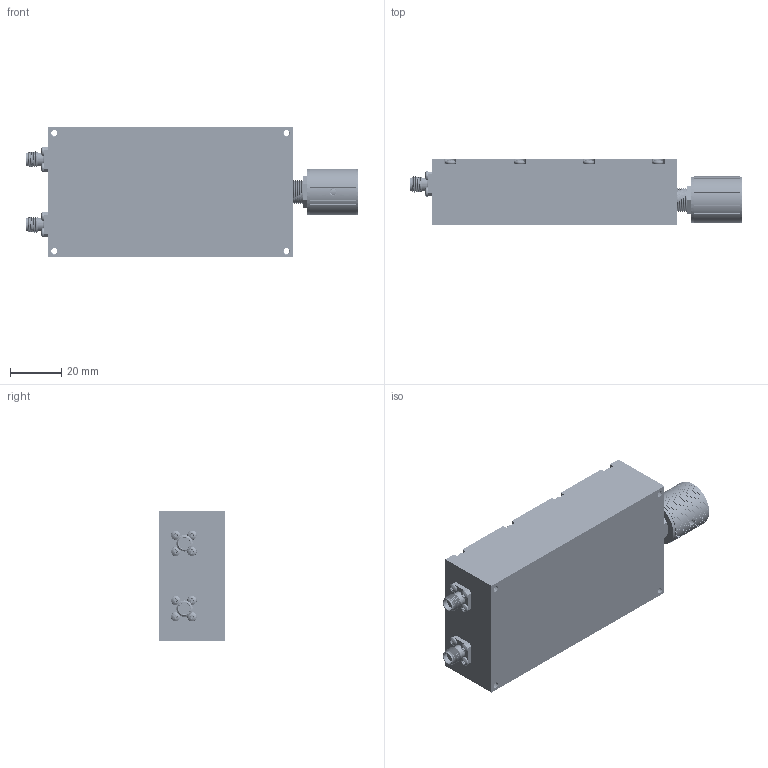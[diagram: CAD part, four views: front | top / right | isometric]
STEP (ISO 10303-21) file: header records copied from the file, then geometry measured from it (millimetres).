
FILE_DESCRIPTION (( 'STEP AP214' ), '1' );
FILE_NAME ('FM82P1000A_3D.step', '2023-11-12T07:37:16', ( '' ), ( '' ), 'SwSTEP 2.0', 'SolidWorks 2022', '' );
FILE_SCHEMA (( 'AUTOMOTIVE_DESIGN' ));
Length unit declared in the file: inch
Products named in the file (12): Small Knob^FM82P1000A; KNOB BODY_1^Small Knob_FM82P1000A; Cover^FM82P1000A; 3.75 phaseshifter shaft^FM82P1000A; Phaseshifter Lock Collar v6^FM82P1000A; 91772A065_Pass 18-8 SSPHPhillips^FM82P1000A; METAL DISC^Small Knob_FM82P1000A; 91772A105_Pass 18-8 SS PHPhillips^FM82P1000A; 3.75 phs Connector Pins, 2.9MM F V3, .375 flange v5 (1)^FM82P1000A; 91772A076_Pass 18-8 SSPHPhillips^FM82P1000A; FM82P1000A_3D; Lock Collar Nut^FM82P1000A
Assembly tree (27 placements, depth 3):
  FM82P1000A_3D
    Cover^FM82P1000A
    Phaseshifter Lock Collar v6^FM82P1000A
    91772A105_Pass 18-8 SS PHPhillips^FM82P1000A  x2
    3.75 phaseshifter shaft^FM82P1000A
    Lock Collar Nut^FM82P1000A
    Small Knob^FM82P1000A
      METAL DISC^Small Knob_FM82P1000A
      KNOB BODY_1^Small Knob_FM82P1000A
    91772A076_Pass 18-8 SSPHPhillips^FM82P1000A  x8
    3.75 phs Connector Pins, 2.9MM F V3, .375 flange v5 (1)^FM82P1000A  x2
    91772A065_Pass 18-8 SSPHPhillips^FM82P1000A  x8
Bounding box: 129.25 x 25.4 x 50.8 mm (x, y, z)
Volume: 126849.1 mm3; surface area: 34651.4 mm2
Topology: 27 solids, 31 shells, 4989 faces, 14227 edges, 9422 vertices
Faces by surface type: cylinder 3479, plane 986, bspline 210, cone 194, torus 102, sphere 18
Full cylindrical faces by diameter (mm): 1.783 x20, 6.35 x1
Entity records: 218443 total; most frequent: CARTESIAN_POINT 128470, ORIENTED_EDGE 19550, DIRECTION 12525, EDGE_CURVE 9775, VERTEX_POINT 6504, B_SPLINE_CURVE_WITH_KNOTS 4760, AXIS2_PLACEMENT_3D 4462, EDGE_LOOP 3611
